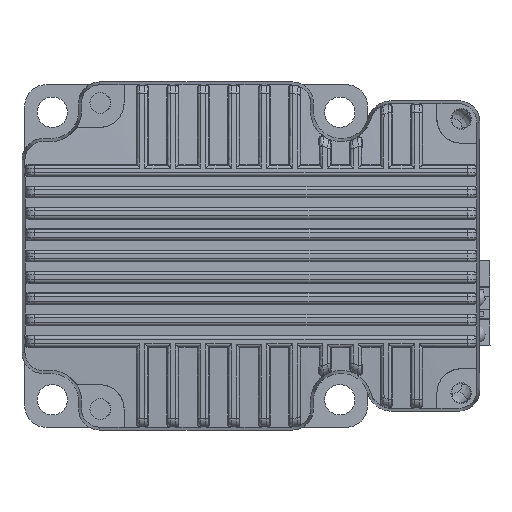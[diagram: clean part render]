
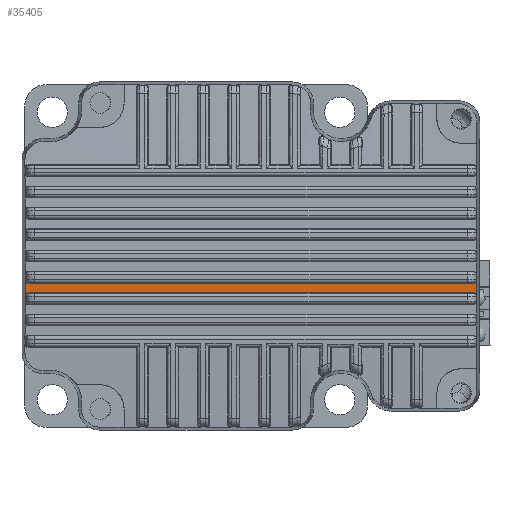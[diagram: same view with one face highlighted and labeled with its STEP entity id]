
A CAD part, front view. The second image highlights one B-rep face of the part: STEP entity #35405.
In plain terms, the highlighted cylindrical face has radius 272.359 mm (diameter 544.717 mm), a partial arc.
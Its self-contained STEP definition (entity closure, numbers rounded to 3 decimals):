
#110 = CARTESIAN_POINT ( 'NONE',  ( 184.931, -108.114, 57.1 ) ) ;
#466 = EDGE_CURVE ( 'NONE', #7270, #10673, #17956, .T. ) ;
#974 = CARTESIAN_POINT ( 'NONE',  ( 56.886, -108.093, 55.894 ) ) ;
#1067 = CARTESIAN_POINT ( 'NONE',  ( 56.386, -108.114, 57.1 ) ) ;
#2008 = ORIENTED_EDGE ( 'NONE', *, *, #22843, .T. ) ;
#2111 = CARTESIAN_POINT ( 'NONE',  ( 56.886, -108.076, 55.174 ) ) ;
#2347 = CARTESIAN_POINT ( 'NONE',  ( 184.931, -108.084, 55.541 ) ) ;
#4057 = CARTESIAN_POINT ( 'NONE',  ( 56.886, -108.122, 57.6 ) ) ;
#4222 = CARTESIAN_POINT ( 'NONE',  ( 56.886, -108.122, 57.6 ) ) ;
#4436 = CARTESIAN_POINT ( 'NONE',  ( -17.212, -108.073, 55.042 ) ) ;
#5010 = B_SPLINE_CURVE_WITH_KNOTS ( 'NONE', 3,
 ( #4057, #26983, #17369, #40091, #20637, #1067 ),
 .UNSPECIFIED., .F., .F.,
 ( 4, 2, 4 ),
 ( 0., 0., 0.001 ),
 .UNSPECIFIED. ) ;
#5598 = DIRECTION ( 'NONE',  ( 1., 0., 0. ) ) ;
#6439 = VERTEX_POINT ( 'NONE', #35811 ) ;
#6452 = DIRECTION ( 'NONE',  ( 0., 0., 1. ) ) ;
#6453 = VERTEX_POINT ( 'NONE', #39235 ) ;
#7270 = VERTEX_POINT ( 'NONE', #25076 ) ;
#7530 = CARTESIAN_POINT ( 'NONE',  ( 56.886, -108.073, 55.042 ) ) ;
#7551 = EDGE_CURVE ( 'NONE', #9286, #38629, #38835, .T. ) ;
#8125 = LINE ( 'NONE', #2347, #24429 ) ;
#9286 = VERTEX_POINT ( 'NONE', #14851 ) ;
#9468 = VERTEX_POINT ( 'NONE', #35964 ) ;
#10673 = VERTEX_POINT ( 'NONE', #19020 ) ;
#11062 = CARTESIAN_POINT ( 'NONE',  ( -16.973, -108.083, 55.487 ) ) ;
#11075 = CARTESIAN_POINT ( 'NONE',  ( -16.843, -108.114, 57.1 ) ) ;
#11205 = ORIENTED_EDGE ( 'NONE', *, *, #36831, .T. ) ;
#11994 = CARTESIAN_POINT ( 'NONE',  ( 56.648, -108.083, 55.487 ) ) ;
#12274 = ORIENTED_EDGE ( 'NONE', *, *, #30421, .T. ) ;
#14365 = CARTESIAN_POINT ( 'NONE',  ( -16.712, -108.084, 55.541 ) ) ;
#14470 = CARTESIAN_POINT ( 'NONE',  ( -17.211, -108.11, 56.747 ) ) ;
#14851 = CARTESIAN_POINT ( 'NONE',  ( 56.886, -108.122, 57.6 ) ) ;
#15300 = CARTESIAN_POINT ( 'NONE',  ( 56.386, -108.084, 55.541 ) ) ;
#15681 = FACE_OUTER_BOUND ( 'NONE', #27374, .T. ) ;
#17278 = CARTESIAN_POINT ( 'NONE',  ( 56.886, -108.11, 56.747 ) ) ;
#17369 = CARTESIAN_POINT ( 'NONE',  ( 56.831, -108.118, 57.339 ) ) ;
#17647 = CARTESIAN_POINT ( 'NONE',  ( -17.157, -108.118, 57.339 ) ) ;
#17816 = ORIENTED_EDGE ( 'NONE', *, *, #21506, .T. ) ;
#17903 = B_SPLINE_CURVE_WITH_KNOTS ( 'NONE', 3,
 ( #4436, #27248, #30500, #11062, #33783, #14365 ),
 .UNSPECIFIED., .F., .F.,
 ( 4, 2, 4 ),
 ( 0., 0., 0.001 ),
 .UNSPECIFIED. ) ;
#17956 = B_SPLINE_CURVE_WITH_KNOTS ( 'NONE', 3,
 ( #37067, #11075, #24034, #17647, #40360, #20909 ),
 .UNSPECIFIED., .F., .F.,
 ( 4, 2, 4 ),
 ( 0., 0., 0.001 ),
 .UNSPECIFIED. ) ;
#19020 = CARTESIAN_POINT ( 'NONE',  ( -17.211, -108.122, 57.6 ) ) ;
#19876 = VECTOR ( 'NONE', #29398, 1000. ) ;
#20637 = CARTESIAN_POINT ( 'NONE',  ( 56.518, -108.114, 57.1 ) ) ;
#20745 = CARTESIAN_POINT ( 'NONE',  ( -17.212, -108.073, 55.042 ) ) ;
#20909 = CARTESIAN_POINT ( 'NONE',  ( -17.211, -108.122, 57.6 ) ) ;
#21506 = EDGE_CURVE ( 'NONE', #24450, #9468, #17903, .T. ) ;
#21685 = CARTESIAN_POINT ( 'NONE',  ( 56.886, -108.073, 55.042 ) ) ;
#22843 = EDGE_CURVE ( 'NONE', #9468, #6439, #8125, .T. ) ;
#22854 = B_SPLINE_CURVE_WITH_KNOTS ( 'NONE', 3,
 ( #21685, #2111, #31428, #11994, #34707, #15300 ),
 .UNSPECIFIED., .F., .F.,
 ( 4, 2, 4 ),
 ( 0., 0., 0.001 ),
 .UNSPECIFIED. ) ;
#23181 = ORIENTED_EDGE ( 'NONE', *, *, #466, .T. ) ;
#24034 = CARTESIAN_POINT ( 'NONE',  ( -16.972, -108.115, 57.154 ) ) ;
#24124 = CARTESIAN_POINT ( 'NONE',  ( -17.212, -108.073, 55.042 ) ) ;
#24429 = VECTOR ( 'NONE', #5598, 1000. ) ;
#24450 = VERTEX_POINT ( 'NONE', #20745 ) ;
#24806 = ORIENTED_EDGE ( 'NONE', *, *, #27677, .F. ) ;
#24872 = AXIS2_PLACEMENT_3D ( 'NONE', #29214, #25965, #6452 ) ;
#25076 = CARTESIAN_POINT ( 'NONE',  ( -16.711, -108.114, 57.1 ) ) ;
#25151 = CARTESIAN_POINT ( 'NONE',  ( 56.886, -108.073, 55.042 ) ) ;
#25965 = DIRECTION ( 'NONE',  ( -1., 0., 0. ) ) ;
#26983 = CARTESIAN_POINT ( 'NONE',  ( 56.886, -108.12, 57.468 ) ) ;
#27248 = CARTESIAN_POINT ( 'NONE',  ( -17.212, -108.076, 55.174 ) ) ;
#27355 = CARTESIAN_POINT ( 'NONE',  ( -17.211, -108.093, 55.894 ) ) ;
#27374 = EDGE_LOOP ( 'NONE', ( #24806, #17816, #2008, #30980, #32673, #11205, #12274, #23181 ) ) ;
#27677 = EDGE_CURVE ( 'NONE', #24450, #10673, #34052, .T. ) ;
#29214 = CARTESIAN_POINT ( 'NONE',  ( 184.931, 164.208, 61.57 ) ) ;
#29398 = DIRECTION ( 'NONE',  ( -1., 0., 0. ) ) ;
#30421 = EDGE_CURVE ( 'NONE', #6453, #7270, #38139, .T. ) ;
#30500 = CARTESIAN_POINT ( 'NONE',  ( -17.158, -108.079, 55.303 ) ) ;
#30980 = ORIENTED_EDGE ( 'NONE', *, *, #38225, .F. ) ;
#31428 = CARTESIAN_POINT ( 'NONE',  ( 56.832, -108.079, 55.303 ) ) ;
#32673 = ORIENTED_EDGE ( 'NONE', *, *, #7551, .F. ) ;
#33783 = CARTESIAN_POINT ( 'NONE',  ( -16.844, -108.084, 55.541 ) ) ;
#34052 =( BOUNDED_CURVE ( )  B_SPLINE_CURVE ( 3, ( #24124, #27355, #14470, #37160 ),
 .UNSPECIFIED., .F., .F. ) 
 B_SPLINE_CURVE_WITH_KNOTS ( ( 4, 4 ),
 ( 3.118, 3.127 ),
 .UNSPECIFIED. ) 
 CURVE ( )  GEOMETRIC_REPRESENTATION_ITEM ( )  RATIONAL_B_SPLINE_CURVE ( ( 1., 1., 1., 1. ) ) 
 REPRESENTATION_ITEM ( '' )  );
#34707 = CARTESIAN_POINT ( 'NONE',  ( 56.518, -108.084, 55.541 ) ) ;
#35405 = ADVANCED_FACE ( 'NONE', ( #15681 ), #40536, .T. ) ;
#35811 = CARTESIAN_POINT ( 'NONE',  ( 56.386, -108.084, 55.541 ) ) ;
#35964 = CARTESIAN_POINT ( 'NONE',  ( -16.712, -108.084, 55.541 ) ) ;
#36831 = EDGE_CURVE ( 'NONE', #9286, #6453, #5010, .T. ) ;
#37067 = CARTESIAN_POINT ( 'NONE',  ( -16.711, -108.114, 57.1 ) ) ;
#37160 = CARTESIAN_POINT ( 'NONE',  ( -17.211, -108.122, 57.6 ) ) ;
#38139 = LINE ( 'NONE', #110, #19876 ) ;
#38225 = EDGE_CURVE ( 'NONE', #38629, #6439, #22854, .T. ) ;
#38629 = VERTEX_POINT ( 'NONE', #25151 ) ;
#38835 =( BOUNDED_CURVE ( )  B_SPLINE_CURVE ( 3, ( #4222, #17278, #974, #7530 ),
 .UNSPECIFIED., .F., .T. ) 
 B_SPLINE_CURVE_WITH_KNOTS ( ( 4, 4 ),
 ( 0.015, 0.024 ),
 .UNSPECIFIED. ) 
 CURVE ( )  GEOMETRIC_REPRESENTATION_ITEM ( )  RATIONAL_B_SPLINE_CURVE ( ( 1., 1., 1., 1. ) ) 
 REPRESENTATION_ITEM ( '' )  );
#39235 = CARTESIAN_POINT ( 'NONE',  ( 56.386, -108.114, 57.1 ) ) ;
#40091 = CARTESIAN_POINT ( 'NONE',  ( 56.647, -108.115, 57.154 ) ) ;
#40360 = CARTESIAN_POINT ( 'NONE',  ( -17.211, -108.12, 57.468 ) ) ;
#40536 = CYLINDRICAL_SURFACE ( 'NONE', #24872, 272.359 ) ;
